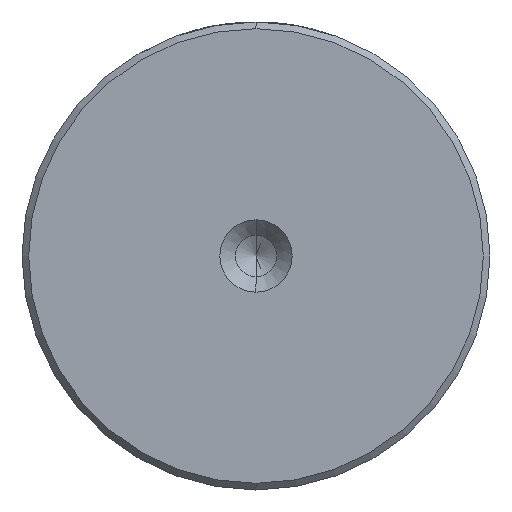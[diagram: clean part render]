
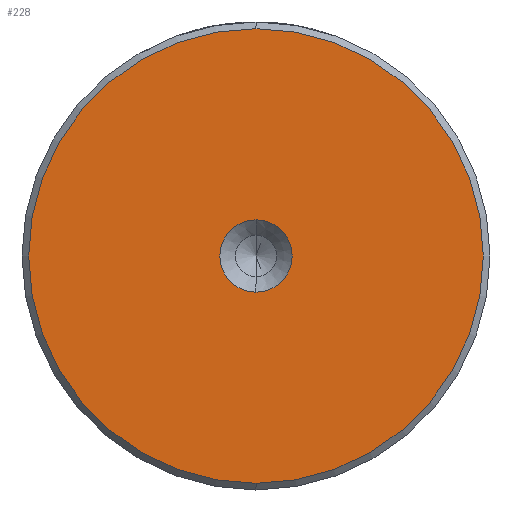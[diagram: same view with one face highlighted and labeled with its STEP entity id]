
A CAD part, left-side view. The second image highlights one B-rep face of the part: STEP entity #228.
In plain terms, the highlighted planar face has unit normal (-1, 0, 0).
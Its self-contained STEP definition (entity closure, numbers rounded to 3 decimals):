
#181 = DIRECTION ( 'NONE',  ( 0., 0., 1. ) ) ;
#201 = AXIS2_PLACEMENT_3D ( 'NONE', #1639, #2914, #1402 ) ;
#228 = ADVANCED_FACE ( 'NONE', ( #674, #2471 ), #2391, .T. ) ;
#264 = CARTESIAN_POINT ( 'NONE',  ( 0., 0., -17. ) ) ;
#300 = CARTESIAN_POINT ( 'NONE',  ( 0., 0., 2.7 ) ) ;
#349 = DIRECTION ( 'NONE',  ( -1., 0., 0. ) ) ;
#384 = VERTEX_POINT ( 'NONE', #300 ) ;
#485 = CIRCLE ( 'NONE', #1051, 2.7 ) ;
#488 = ORIENTED_EDGE ( 'NONE', *, *, #718, .T. ) ;
#613 = CIRCLE ( 'NONE', #2026, 17. ) ;
#619 = VERTEX_POINT ( 'NONE', #673 ) ;
#673 = CARTESIAN_POINT ( 'NONE',  ( 0., 0., -2.7 ) ) ;
#674 = FACE_OUTER_BOUND ( 'NONE', #2475, .T. ) ;
#718 = EDGE_CURVE ( 'NONE', #1090, #1869, #613, .T. ) ;
#986 = CIRCLE ( 'NONE', #1832, 2.7 ) ;
#1051 = AXIS2_PLACEMENT_3D ( 'NONE', #1386, #3145, #1640 ) ;
#1082 = CARTESIAN_POINT ( 'NONE',  ( 0., 0., 17. ) ) ;
#1090 = VERTEX_POINT ( 'NONE', #1082 ) ;
#1104 = AXIS2_PLACEMENT_3D ( 'NONE', #3238, #1727, #181 ) ;
#1386 = CARTESIAN_POINT ( 'NONE',  ( 0., 0., 0. ) ) ;
#1402 = DIRECTION ( 'NONE',  ( 0., 0., 1. ) ) ;
#1501 = DIRECTION ( 'NONE',  ( -1., 0., 0. ) ) ;
#1572 = ORIENTED_EDGE ( 'NONE', *, *, #2911, .F. ) ;
#1639 = CARTESIAN_POINT ( 'NONE',  ( 0., 0., 0. ) ) ;
#1640 = DIRECTION ( 'NONE',  ( 0., 0., 1. ) ) ;
#1727 = DIRECTION ( 'NONE',  ( -1., 0., 0. ) ) ;
#1779 = EDGE_LOOP ( 'NONE', ( #1572, #2215 ) ) ;
#1832 = AXIS2_PLACEMENT_3D ( 'NONE', #1877, #349, #2135 ) ;
#1869 = VERTEX_POINT ( 'NONE', #264 ) ;
#1877 = CARTESIAN_POINT ( 'NONE',  ( 0., 0., 0. ) ) ;
#2026 = AXIS2_PLACEMENT_3D ( 'NONE', #3015, #1501, #3268 ) ;
#2135 = DIRECTION ( 'NONE',  ( 0., 0., 1. ) ) ;
#2215 = ORIENTED_EDGE ( 'NONE', *, *, #3099, .F. ) ;
#2391 = PLANE ( 'NONE',  #201 ) ;
#2471 = FACE_BOUND ( 'NONE', #1779, .T. ) ;
#2475 = EDGE_LOOP ( 'NONE', ( #2596, #488 ) ) ;
#2596 = ORIENTED_EDGE ( 'NONE', *, *, #3302, .T. ) ;
#2911 = EDGE_CURVE ( 'NONE', #384, #619, #485, .T. ) ;
#2914 = DIRECTION ( 'NONE',  ( -1., 0., 0. ) ) ;
#3015 = CARTESIAN_POINT ( 'NONE',  ( 0., 0., 0. ) ) ;
#3099 = EDGE_CURVE ( 'NONE', #619, #384, #986, .T. ) ;
#3116 = CIRCLE ( 'NONE', #1104, 17. ) ;
#3145 = DIRECTION ( 'NONE',  ( -1., 0., 0. ) ) ;
#3238 = CARTESIAN_POINT ( 'NONE',  ( 0., 0., 0. ) ) ;
#3268 = DIRECTION ( 'NONE',  ( 0., 0., 1. ) ) ;
#3302 = EDGE_CURVE ( 'NONE', #1869, #1090, #3116, .T. ) ;
